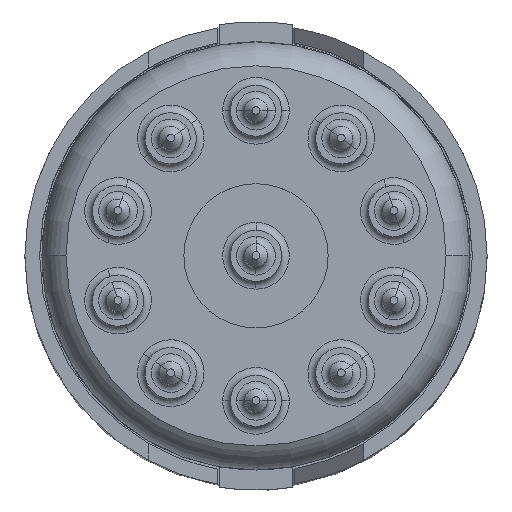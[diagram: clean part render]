
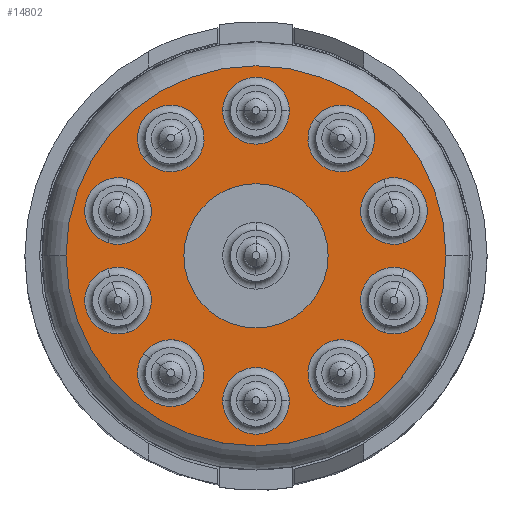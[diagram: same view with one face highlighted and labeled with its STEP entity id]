
A CAD part, top view. The second image highlights one B-rep face of the part: STEP entity #14802.
In plain terms, the highlighted planar face has unit normal (0, 0, 1).
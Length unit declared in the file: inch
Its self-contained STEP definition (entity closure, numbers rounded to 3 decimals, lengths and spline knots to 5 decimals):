
#4862=CARTESIAN_POINT('',(0.,0.,0.476));
#4863=DIRECTION('',(0.,0.,1.));
#4864=DIRECTION('',(1.,0.,0.));
#4865=AXIS2_PLACEMENT_3D('',#4862,#4863,#4864);
#4871=CARTESIAN_POINT('',(0.,0.,0.476));
#4872=DIRECTION('',(0.,0.,-1.));
#4873=DIRECTION('',(1.,0.,0.));
#4874=AXIS2_PLACEMENT_3D('',#4871,#4872,#4873);
#4876=CARTESIAN_POINT('',(0.,0.,0.476));
#4877=DIRECTION('',(0.,0.,1.));
#4878=DIRECTION('',(0.,1.,0.));
#4879=AXIS2_PLACEMENT_3D('',#4876,#4877,#4878);
#4881=CARTESIAN_POINT('',(0.,0.,0.476));
#4882=DIRECTION('',(0.,0.,1.));
#4883=DIRECTION('',(0.,-1.,0.));
#4884=AXIS2_PLACEMENT_3D('',#4881,#4882,#4883);
#4886=CARTESIAN_POINT('',(0.,0.0935,0.476));
#4887=DIRECTION('',(0.,0.,-1.));
#4888=DIRECTION('',(-1.,0.,0.));
#4889=AXIS2_PLACEMENT_3D('',#4886,#4887,#4888);
#4891=CARTESIAN_POINT('',(0.,0.0935,0.476));
#4892=DIRECTION('',(0.,0.,-1.));
#4893=DIRECTION('',(1.,0.,0.));
#4894=AXIS2_PLACEMENT_3D('',#4891,#4892,#4893);
#4896=CARTESIAN_POINT('',(0.05496,0.07564,0.476));
#4897=DIRECTION('',(0.,0.,-1.));
#4898=DIRECTION('',(-0.809,0.588,0.));
#4899=AXIS2_PLACEMENT_3D('',#4896,#4897,#4898);
#4901=CARTESIAN_POINT('',(0.05496,0.07564,0.476));
#4902=DIRECTION('',(0.,0.,-1.));
#4903=DIRECTION('',(0.809,-0.588,0.));
#4904=AXIS2_PLACEMENT_3D('',#4901,#4902,#4903);
#4906=CARTESIAN_POINT('',(0.08892,0.02889,0.476));
#4907=DIRECTION('',(0.,0.,-1.));
#4908=DIRECTION('',(-0.309,0.951,0.));
#4909=AXIS2_PLACEMENT_3D('',#4906,#4907,#4908);
#4911=CARTESIAN_POINT('',(0.08892,0.02889,0.476));
#4912=DIRECTION('',(0.,0.,-1.));
#4913=DIRECTION('',(0.309,-0.951,0.));
#4914=AXIS2_PLACEMENT_3D('',#4911,#4912,#4913);
#4916=CARTESIAN_POINT('',(0.08892,-0.02889,0.476));
#4917=DIRECTION('',(0.,0.,-1.));
#4918=DIRECTION('',(0.309,0.951,0.));
#4919=AXIS2_PLACEMENT_3D('',#4916,#4917,#4918);
#4921=CARTESIAN_POINT('',(0.08892,-0.02889,0.476));
#4922=DIRECTION('',(0.,0.,-1.));
#4923=DIRECTION('',(-0.309,-0.951,0.));
#4924=AXIS2_PLACEMENT_3D('',#4921,#4922,#4923);
#4926=CARTESIAN_POINT('',(0.05496,-0.07564,0.476));
#4927=DIRECTION('',(0.,0.,-1.));
#4928=DIRECTION('',(0.809,0.588,0.));
#4929=AXIS2_PLACEMENT_3D('',#4926,#4927,#4928);
#4931=CARTESIAN_POINT('',(0.05496,-0.07564,0.476));
#4932=DIRECTION('',(0.,0.,-1.));
#4933=DIRECTION('',(-0.809,-0.588,0.));
#4934=AXIS2_PLACEMENT_3D('',#4931,#4932,#4933);
#4936=CARTESIAN_POINT('',(0.,-0.0935,0.476));
#4937=DIRECTION('',(0.,0.,-1.));
#4938=DIRECTION('',(1.,0.,0.));
#4939=AXIS2_PLACEMENT_3D('',#4936,#4937,#4938);
#4941=CARTESIAN_POINT('',(0.,-0.0935,0.476));
#4942=DIRECTION('',(0.,0.,-1.));
#4943=DIRECTION('',(-1.,0.,0.));
#4944=AXIS2_PLACEMENT_3D('',#4941,#4942,#4943);
#4946=CARTESIAN_POINT('',(-0.05496,-0.07564,0.476));
#4947=DIRECTION('',(0.,0.,-1.));
#4948=DIRECTION('',(0.809,-0.588,0.));
#4949=AXIS2_PLACEMENT_3D('',#4946,#4947,#4948);
#4951=CARTESIAN_POINT('',(-0.05496,-0.07564,0.476));
#4952=DIRECTION('',(0.,0.,-1.));
#4953=DIRECTION('',(-0.809,0.588,0.));
#4954=AXIS2_PLACEMENT_3D('',#4951,#4952,#4953);
#4956=CARTESIAN_POINT('',(-0.08892,-0.02889,0.476));
#4957=DIRECTION('',(0.,0.,-1.));
#4958=DIRECTION('',(0.309,-0.951,0.));
#4959=AXIS2_PLACEMENT_3D('',#4956,#4957,#4958);
#4961=CARTESIAN_POINT('',(-0.08892,-0.02889,0.476));
#4962=DIRECTION('',(0.,0.,-1.));
#4963=DIRECTION('',(-0.309,0.951,0.));
#4964=AXIS2_PLACEMENT_3D('',#4961,#4962,#4963);
#4966=CARTESIAN_POINT('',(-0.08892,0.02889,0.476));
#4967=DIRECTION('',(0.,0.,-1.));
#4968=DIRECTION('',(-0.309,-0.951,0.));
#4969=AXIS2_PLACEMENT_3D('',#4966,#4967,#4968);
#4971=CARTESIAN_POINT('',(-0.08892,0.02889,0.476));
#4972=DIRECTION('',(0.,0.,-1.));
#4973=DIRECTION('',(0.309,0.951,0.));
#4974=AXIS2_PLACEMENT_3D('',#4971,#4972,#4973);
#4976=CARTESIAN_POINT('',(-0.05496,0.07564,0.476));
#4977=DIRECTION('',(0.,0.,-1.));
#4978=DIRECTION('',(-0.809,-0.588,0.));
#4979=AXIS2_PLACEMENT_3D('',#4976,#4977,#4978);
#4981=CARTESIAN_POINT('',(-0.05496,0.07564,0.476));
#4982=DIRECTION('',(0.,0.,-1.));
#4983=DIRECTION('',(0.809,0.588,0.));
#4984=AXIS2_PLACEMENT_3D('',#4981,#4982,#4983);
#7534=CARTESIAN_POINT('',(0.1225,0.,0.476));
#7536=VERTEX_POINT('',#7534);
#7542=CARTESIAN_POINT('',(-0.1225,0.,0.476));
#7544=VERTEX_POINT('',#7542);
#7774=CARTESIAN_POINT('',(0.,0.0465,0.476));
#7775=CARTESIAN_POINT('',(0.,-0.0465,0.476));
#7776=VERTEX_POINT('',#7774);
#7777=VERTEX_POINT('',#7775);
#7814=CARTESIAN_POINT('',(-0.0215,0.0935,0.476));
#7815=CARTESIAN_POINT('',(0.0215,0.0935,0.476));
#7816=VERTEX_POINT('',#7814);
#7817=VERTEX_POINT('',#7815);
#7854=CARTESIAN_POINT('',(0.03756,0.08828,0.476));
#7855=CARTESIAN_POINT('',(0.07235,0.06301,0.476));
#7856=VERTEX_POINT('',#7854);
#7857=VERTEX_POINT('',#7855);
#7894=CARTESIAN_POINT('',(0.08228,0.04934,0.476));
#7895=CARTESIAN_POINT('',(0.09557,0.00845,0.476));
#7896=VERTEX_POINT('',#7894);
#7897=VERTEX_POINT('',#7895);
#7934=CARTESIAN_POINT('',(0.09557,-0.00845,0.476));
#7935=CARTESIAN_POINT('',(0.08228,-0.04934,0.476));
#7936=VERTEX_POINT('',#7934);
#7937=VERTEX_POINT('',#7935);
#7974=CARTESIAN_POINT('',(0.07235,-0.06301,0.476));
#7975=CARTESIAN_POINT('',(0.03756,-0.08828,0.476));
#7976=VERTEX_POINT('',#7974);
#7977=VERTEX_POINT('',#7975);
#8014=CARTESIAN_POINT('',(0.0215,-0.0935,0.476));
#8015=CARTESIAN_POINT('',(-0.0215,-0.0935,0.476));
#8016=VERTEX_POINT('',#8014);
#8017=VERTEX_POINT('',#8015);
#8054=CARTESIAN_POINT('',(-0.03756,-0.08828,0.476));
#8055=CARTESIAN_POINT('',(-0.07235,-0.06301,0.476));
#8056=VERTEX_POINT('',#8054);
#8057=VERTEX_POINT('',#8055);
#8094=CARTESIAN_POINT('',(-0.08228,-0.04934,0.476));
#8095=CARTESIAN_POINT('',(-0.09557,-0.00845,0.476));
#8096=VERTEX_POINT('',#8094);
#8097=VERTEX_POINT('',#8095);
#8134=CARTESIAN_POINT('',(-0.09557,0.00845,0.476));
#8135=CARTESIAN_POINT('',(-0.08228,0.04934,0.476));
#8136=VERTEX_POINT('',#8134);
#8137=VERTEX_POINT('',#8135);
#8174=CARTESIAN_POINT('',(-0.07235,0.06301,0.476));
#8175=CARTESIAN_POINT('',(-0.03756,0.08828,0.476));
#8176=VERTEX_POINT('',#8174);
#8177=VERTEX_POINT('',#8175);
#14727=CARTESIAN_POINT('',(0.,0.,0.476));
#14728=DIRECTION('',(0.,0.,-1.));
#14729=DIRECTION('',(1.,0.,0.));
#14730=AXIS2_PLACEMENT_3D('',#14727,#14728,#14729);
#14731=PLANE('',#14730);
#14732=ORIENTED_EDGE('',*,*,#14692,.F.);
#14733=ORIENTED_EDGE('',*,*,#14715,.T.);
#14734=EDGE_LOOP('',(#14732,#14733));
#14735=FACE_OUTER_BOUND('',#14734,.F.);
#14737=ORIENTED_EDGE('',*,*,#14736,.T.);
#14739=ORIENTED_EDGE('',*,*,#14738,.T.);
#14740=EDGE_LOOP('',(#14737,#14739));
#14741=FACE_BOUND('',#14740,.F.);
#14743=ORIENTED_EDGE('',*,*,#14742,.F.);
#14745=ORIENTED_EDGE('',*,*,#14744,.F.);
#14746=EDGE_LOOP('',(#14743,#14745));
#14747=FACE_BOUND('',#14746,.F.);
#14749=ORIENTED_EDGE('',*,*,#14748,.F.);
#14751=ORIENTED_EDGE('',*,*,#14750,.F.);
#14752=EDGE_LOOP('',(#14749,#14751));
#14753=FACE_BOUND('',#14752,.F.);
#14755=ORIENTED_EDGE('',*,*,#14754,.F.);
#14757=ORIENTED_EDGE('',*,*,#14756,.F.);
#14758=EDGE_LOOP('',(#14755,#14757));
#14759=FACE_BOUND('',#14758,.F.);
#14761=ORIENTED_EDGE('',*,*,#14760,.F.);
#14763=ORIENTED_EDGE('',*,*,#14762,.F.);
#14764=EDGE_LOOP('',(#14761,#14763));
#14765=FACE_BOUND('',#14764,.F.);
#14767=ORIENTED_EDGE('',*,*,#14766,.F.);
#14769=ORIENTED_EDGE('',*,*,#14768,.F.);
#14770=EDGE_LOOP('',(#14767,#14769));
#14771=FACE_BOUND('',#14770,.F.);
#14773=ORIENTED_EDGE('',*,*,#14772,.F.);
#14775=ORIENTED_EDGE('',*,*,#14774,.F.);
#14776=EDGE_LOOP('',(#14773,#14775));
#14777=FACE_BOUND('',#14776,.F.);
#14779=ORIENTED_EDGE('',*,*,#14778,.F.);
#14781=ORIENTED_EDGE('',*,*,#14780,.F.);
#14782=EDGE_LOOP('',(#14779,#14781));
#14783=FACE_BOUND('',#14782,.F.);
#14785=ORIENTED_EDGE('',*,*,#14784,.F.);
#14787=ORIENTED_EDGE('',*,*,#14786,.F.);
#14788=EDGE_LOOP('',(#14785,#14787));
#14789=FACE_BOUND('',#14788,.F.);
#14791=ORIENTED_EDGE('',*,*,#14790,.F.);
#14793=ORIENTED_EDGE('',*,*,#14792,.F.);
#14794=EDGE_LOOP('',(#14791,#14793));
#14795=FACE_BOUND('',#14794,.F.);
#14797=ORIENTED_EDGE('',*,*,#14796,.F.);
#14799=ORIENTED_EDGE('',*,*,#14798,.F.);
#14800=EDGE_LOOP('',(#14797,#14799));
#14801=FACE_BOUND('',#14800,.F.);
#14802=ADVANCED_FACE('',(#14735,#14741,#14747,#14753,#14759,#14765,#14771,
#14777,#14783,#14789,#14795,#14801),#14731,.F.);
#4866=CIRCLE('',#4865,0.1225);
#4875=CIRCLE('',#4874,0.1225);
#4880=CIRCLE('',#4879,0.0465);
#4885=CIRCLE('',#4884,0.0465);
#4890=CIRCLE('',#4889,0.0215);
#4895=CIRCLE('',#4894,0.0215);
#4900=CIRCLE('',#4899,0.0215);
#4905=CIRCLE('',#4904,0.0215);
#4910=CIRCLE('',#4909,0.0215);
#4915=CIRCLE('',#4914,0.0215);
#4920=CIRCLE('',#4919,0.0215);
#4925=CIRCLE('',#4924,0.0215);
#4930=CIRCLE('',#4929,0.0215);
#4935=CIRCLE('',#4934,0.0215);
#4940=CIRCLE('',#4939,0.0215);
#4945=CIRCLE('',#4944,0.0215);
#4950=CIRCLE('',#4949,0.0215);
#4955=CIRCLE('',#4954,0.0215);
#4960=CIRCLE('',#4959,0.0215);
#4965=CIRCLE('',#4964,0.0215);
#4970=CIRCLE('',#4969,0.0215);
#4975=CIRCLE('',#4974,0.0215);
#4980=CIRCLE('',#4979,0.0215);
#4985=CIRCLE('',#4984,0.0215);
#14692=EDGE_CURVE('',#7536,#7544,#4866,.T.);
#14715=EDGE_CURVE('',#7536,#7544,#4875,.T.);
#14736=EDGE_CURVE('',#7776,#7777,#4880,.T.);
#14738=EDGE_CURVE('',#7777,#7776,#4885,.T.);
#14742=EDGE_CURVE('',#7816,#7817,#4890,.T.);
#14744=EDGE_CURVE('',#7817,#7816,#4895,.T.);
#14748=EDGE_CURVE('',#7856,#7857,#4900,.T.);
#14750=EDGE_CURVE('',#7857,#7856,#4905,.T.);
#14754=EDGE_CURVE('',#7896,#7897,#4910,.T.);
#14756=EDGE_CURVE('',#7897,#7896,#4915,.T.);
#14760=EDGE_CURVE('',#7936,#7937,#4920,.T.);
#14762=EDGE_CURVE('',#7937,#7936,#4925,.T.);
#14766=EDGE_CURVE('',#7976,#7977,#4930,.T.);
#14768=EDGE_CURVE('',#7977,#7976,#4935,.T.);
#14772=EDGE_CURVE('',#8016,#8017,#4940,.T.);
#14774=EDGE_CURVE('',#8017,#8016,#4945,.T.);
#14778=EDGE_CURVE('',#8056,#8057,#4950,.T.);
#14780=EDGE_CURVE('',#8057,#8056,#4955,.T.);
#14784=EDGE_CURVE('',#8096,#8097,#4960,.T.);
#14786=EDGE_CURVE('',#8097,#8096,#4965,.T.);
#14790=EDGE_CURVE('',#8136,#8137,#4970,.T.);
#14792=EDGE_CURVE('',#8137,#8136,#4975,.T.);
#14796=EDGE_CURVE('',#8176,#8177,#4980,.T.);
#14798=EDGE_CURVE('',#8177,#8176,#4985,.T.);
